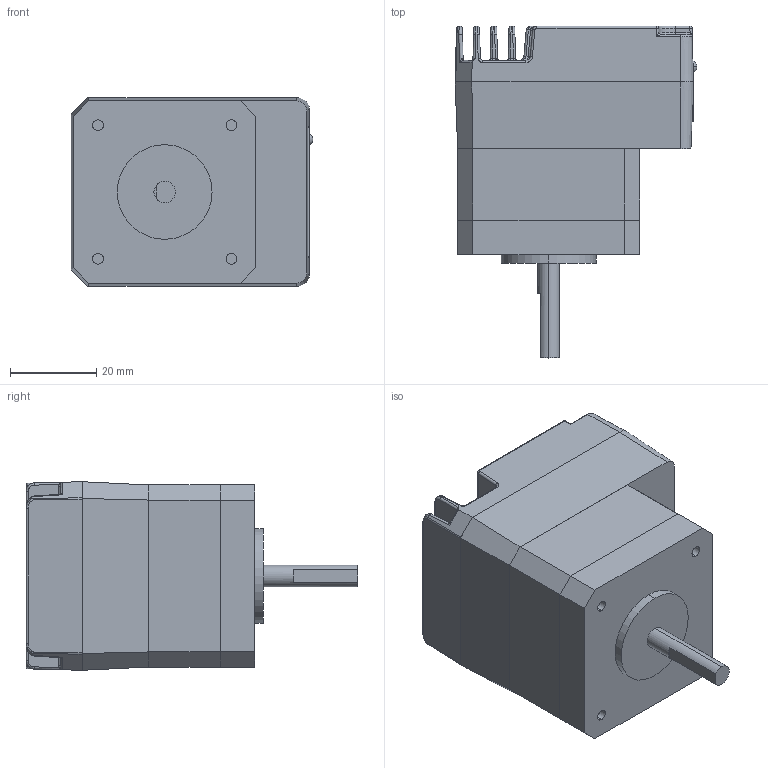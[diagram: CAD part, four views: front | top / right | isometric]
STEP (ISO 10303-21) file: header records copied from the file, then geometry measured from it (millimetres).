
FILE_DESCRIPTION (( 'STEP AP203' ), '1' );
FILE_NAME ('STM17R-1.STEP', '2010-09-10T02:50:22', ( 'User' ), ( 'Microsoft' ), 'SwSTEP 2.0', 'SolidWorks 2009', '' );
FILE_SCHEMA (( 'CONFIG_CONTROL_DESIGN' ));
Length unit declared in the file: millimetre
Products named in the file (22): STM17-R(PCB)蚾饜极_Default; 17隅赽_Default; STM17R-1; 17ヶ傷裔_Default; MMS-XX-D-XXX_FORMULA; C-63-XX_-08 (Bent for MMS-02-DH); C-63-XX_-07 (Bent for MMS-02-DH); L-967YVP-1E; STM17-R奻裔_Default; STM17-R鎮湛傷裔蚾饜极_Default; STM17-R鎮湛傷裔; ST7460DP_Default; STM17-R(PCB); 17鎮湛臏粣創弅_Default; 电容; 2_Default; CHP-081TA; C-1-644488-1; CHP-081TA(4PIN); MMS-104-02-X-DH
Assembly tree (25 placements, depth 4):
  STM17R-1
    STM17-R鎮湛傷裔蚾饜极_Default
      17鎮湛臏粣創弅_Default
      STM17-R鎮湛傷裔
    STM17-R(PCB)蚾饜极_Default
      STM17-R(PCB)
      ST7460DP_Default  x4
      L-967YVP-1E
      MMS-104-02-X-DH
        C-63-XX_-07 (Bent for MMS-02-DH)  x2
        C-63-XX_-08 (Bent for MMS-02-DH)  x2
        MMS-XX-D-XXX_FORMULA
      CHP-081TA(4PIN)
      电容
      2_Default  x2
      C-1-644488-1
      CHP-081TA
    STM17-R奻裔_Default
    17隅赽_Default
    17ヶ傷裔_Default
  C-63-XX_-08 (Bent for MMS-02-DH)
  C-63-XX_-07 (Bent for MMS-02-DH)
Bounding box: 56.19 x 77.1 x 43.82 mm (x, y, z)
Volume: 72380.9 mm3; surface area: 44557.6 mm2
Topology: 22 solids, 22 shells, 1731 faces, 4566 edges, 2901 vertices
Faces by surface type: plane 1211, cylinder 360, bspline 92, cone 34, sphere 21, torus 13
Entity records: 51564 total; most frequent: CARTESIAN_POINT 11031, ORIENTED_EDGE 8178, DIRECTION 7508, EDGE_CURVE 4089, LINE 3206, VECTOR 3206, VERTEX_POINT 2611, AXIS2_PLACEMENT_3D 2151
